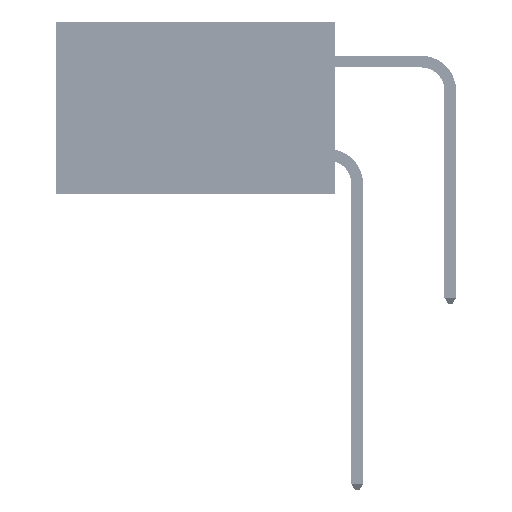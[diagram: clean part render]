
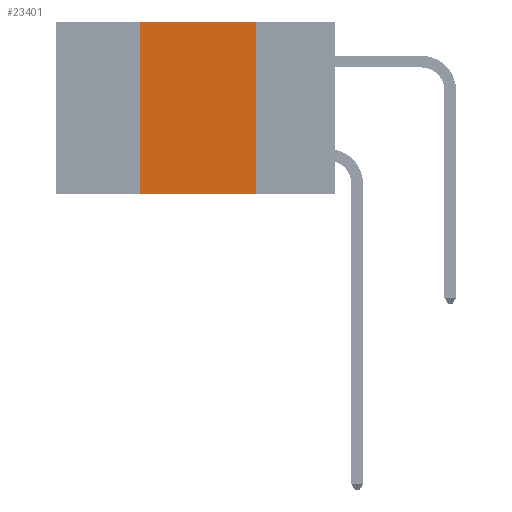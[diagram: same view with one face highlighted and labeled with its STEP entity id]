
A CAD part, left-side view. The second image highlights one B-rep face of the part: STEP entity #23401.
In plain terms, the highlighted planar face has unit normal (-1, 0, 0).
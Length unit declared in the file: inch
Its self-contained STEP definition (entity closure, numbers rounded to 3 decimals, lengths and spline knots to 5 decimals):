
#91 = ORIENTED_EDGE ( 'NONE', *, *, #37945, .T. ) ;
#2361 = CARTESIAN_POINT ( 'NONE',  ( 0., 0.6, -0.37 ) ) ;
#2930 = VERTEX_POINT ( 'NONE', #26585 ) ;
#3622 = PLANE ( 'NONE',  #30325 ) ;
#5389 = VECTOR ( 'NONE', #39628, 39.37008 ) ;
#6019 = EDGE_CURVE ( 'NONE', #29634, #21975, #8651, .T. ) ;
#7309 = DIRECTION ( 'NONE',  ( 0., 0., -1. ) ) ;
#7593 = VECTOR ( 'NONE', #43100, 39.37008 ) ;
#8651 = LINE ( 'NONE', #35128, #46066 ) ;
#10581 = CARTESIAN_POINT ( 'NONE',  ( 0., 0.17, 0. ) ) ;
#10775 = ORIENTED_EDGE ( 'NONE', *, *, #14236, .F. ) ;
#14074 = CARTESIAN_POINT ( 'NONE',  ( 0., 0.42, 0. ) ) ;
#14236 = EDGE_CURVE ( 'NONE', #21975, #2930, #45122, .T. ) ;
#16113 = LINE ( 'NONE', #14074, #7593 ) ;
#16900 = CARTESIAN_POINT ( 'NONE',  ( 0., 0.42, -0.37 ) ) ;
#18904 = ORIENTED_EDGE ( 'NONE', *, *, #32257, .F. ) ;
#20827 = DIRECTION ( 'NONE',  ( 0., -1., 0. ) ) ;
#21520 = EDGE_LOOP ( 'NONE', ( #10775, #33529, #18904, #91 ) ) ;
#21975 = VERTEX_POINT ( 'NONE', #46399 ) ;
#23401 = ADVANCED_FACE ( 'NONE', ( #44343 ), #3622, .F. ) ;
#26585 = CARTESIAN_POINT ( 'NONE',  ( 0., 0.17, -0.37 ) ) ;
#29157 = DIRECTION ( 'NONE',  ( 1., 0., 0. ) ) ;
#29634 = VERTEX_POINT ( 'NONE', #36266 ) ;
#30325 = AXIS2_PLACEMENT_3D ( 'NONE', #36237, #29157, #7309 ) ;
#30576 = LINE ( 'NONE', #2361, #39012 ) ;
#32257 = EDGE_CURVE ( 'NONE', #34738, #29634, #16113, .T. ) ;
#33529 = ORIENTED_EDGE ( 'NONE', *, *, #6019, .F. ) ;
#34738 = VERTEX_POINT ( 'NONE', #16900 ) ;
#35128 = CARTESIAN_POINT ( 'NONE',  ( 0., 0.6, 0. ) ) ;
#36237 = CARTESIAN_POINT ( 'NONE',  ( 0., 0.6, 0. ) ) ;
#36266 = CARTESIAN_POINT ( 'NONE',  ( 0., 0.42, 0. ) ) ;
#37945 = EDGE_CURVE ( 'NONE', #34738, #2930, #30576, .T. ) ;
#38760 = DIRECTION ( 'NONE',  ( 0., -1., 0. ) ) ;
#39012 = VECTOR ( 'NONE', #38760, 39.37008 ) ;
#39628 = DIRECTION ( 'NONE',  ( 0., 0., -1. ) ) ;
#43100 = DIRECTION ( 'NONE',  ( 0., 0., 1. ) ) ;
#44343 = FACE_OUTER_BOUND ( 'NONE', #21520, .T. ) ;
#45122 = LINE ( 'NONE', #10581, #5389 ) ;
#46066 = VECTOR ( 'NONE', #20827, 39.37008 ) ;
#46399 = CARTESIAN_POINT ( 'NONE',  ( 0., 0.17, 0. ) ) ;
